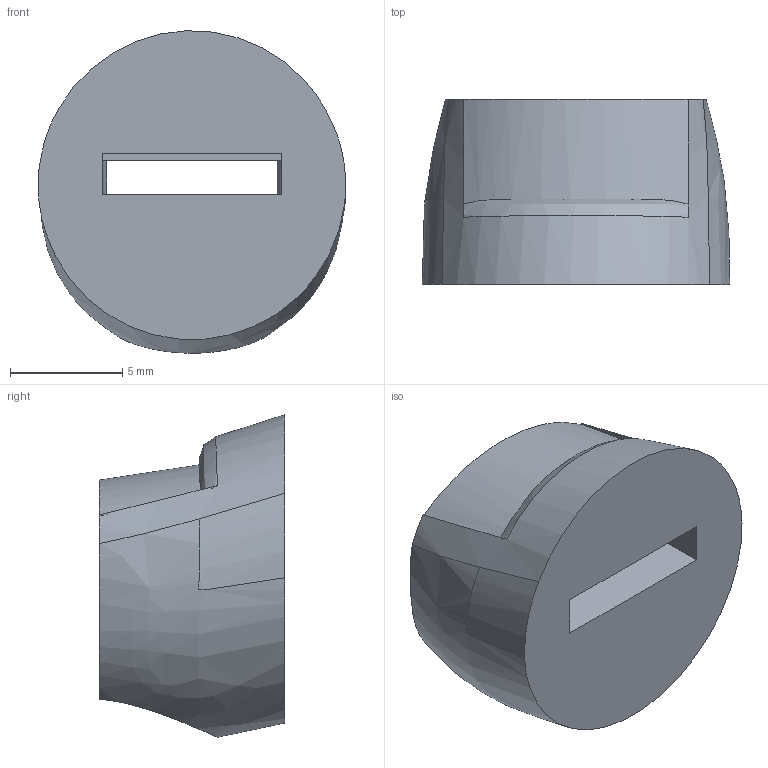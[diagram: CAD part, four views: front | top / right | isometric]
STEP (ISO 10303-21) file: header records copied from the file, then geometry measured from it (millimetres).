
FILE_DESCRIPTION (( 'STEP AP203' ), '1' );
FILE_NAME ('DP - D Main.STEP', '2017-08-02T02:52:15', ( '' ), ( '' ), 'SwSTEP 2.0', 'SolidWorks 2016', '' );
FILE_SCHEMA (( 'CONFIG_CONTROL_DESIGN' ));
Length unit declared in the file: millimetre
Products named in the file (1): DP - D Main
Bounding box: 13.7 x 8.25 x 14.37 mm (x, y, z)
Volume: 732.9 mm3; surface area: 726.9 mm2
Topology: 1 solids, 1 shells, 32 faces, 94 edges, 63 vertices
Faces by surface type: plane 19, bspline 8, cylinder 5
Entity records: 2191 total; most frequent: CARTESIAN_POINT 1340, ORIENTED_EDGE 188, DIRECTION 119, EDGE_CURVE 94, VERTEX_POINT 63, LINE 47, VECTOR 47, B_SPLINE_CURVE_WITH_KNOTS 36
